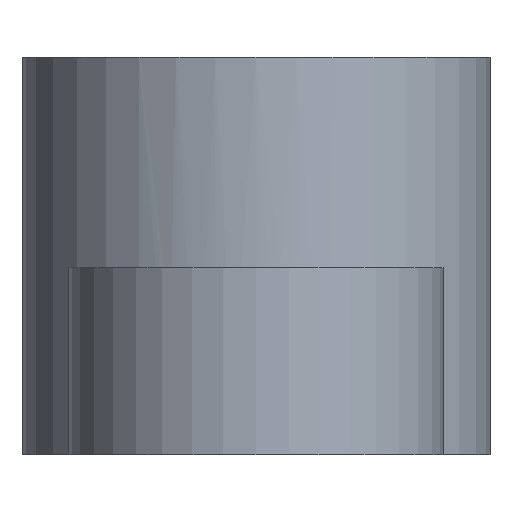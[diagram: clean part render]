
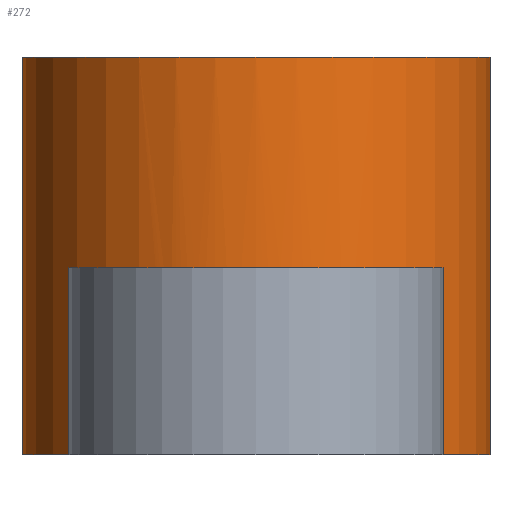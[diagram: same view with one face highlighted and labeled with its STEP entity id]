
A CAD part, left-side view. The second image highlights one B-rep face of the part: STEP entity #272.
In plain terms, the highlighted cylindrical face has radius 5 mm (diameter 10 mm), a full revolution.
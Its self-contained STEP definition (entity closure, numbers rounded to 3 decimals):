
#21=B_SPLINE_CURVE_WITH_KNOTS('',3,(#440,#441,#442,#443,#444,#445,#446,
#447,#448,#449),.UNSPECIFIED.,.F.,.F.,(4,2,2,2,4),(0.61,0.686,
0.763,0.839,0.915),.UNSPECIFIED.);
#22=B_SPLINE_CURVE_WITH_KNOTS('',3,(#451,#452,#453,#454,#455,#456,#457,
#458,#459,#460),.UNSPECIFIED.,.F.,.F.,(4,2,2,2,4),(0.305,0.381,
0.458,0.534,0.61),.UNSPECIFIED.);
#23=B_SPLINE_CURVE_WITH_KNOTS('',3,(#462,#463,#464,#465,#466,#467,#468,
#469,#470,#471,#472,#473,#474,#475,#476,#477,#478,#479,#480),
 .UNSPECIFIED.,.F.,.F.,(4,2,2,2,3,2,2,2,4),(0.915,0.992,
1.068,1.144,1.22,1.297,1.373,
1.449,1.525),.UNSPECIFIED.);
#29=CIRCLE('',#310,5.);
#30=CIRCLE('',#311,5.);
#31=CIRCLE('',#312,5.);
#45=CYLINDRICAL_SURFACE('',#309,5.);
#54=FACE_OUTER_BOUND('',#69,.T.);
#69=EDGE_LOOP('',(#193,#194,#195,#196,#197,#198,#199,#200));
#92=LINE('',#438,#108);
#108=VECTOR('',#357,5.);
#124=VERTEX_POINT('',#433);
#125=VERTEX_POINT('',#434);
#126=VERTEX_POINT('',#437);
#127=VERTEX_POINT('',#439);
#128=VERTEX_POINT('',#450);
#152=EDGE_CURVE('',#124,#125,#29,.T.);
#153=EDGE_CURVE('',#125,#124,#30,.T.);
#154=EDGE_CURVE('',#125,#126,#92,.T.);
#155=EDGE_CURVE('',#127,#126,#21,.T.);
#156=EDGE_CURVE('',#128,#127,#22,.T.);
#157=EDGE_CURVE('',#128,#128,#31,.T.);
#158=EDGE_CURVE('',#126,#128,#23,.T.);
#193=ORIENTED_EDGE('',*,*,#152,.F.);
#194=ORIENTED_EDGE('',*,*,#153,.F.);
#195=ORIENTED_EDGE('',*,*,#154,.T.);
#196=ORIENTED_EDGE('',*,*,#155,.F.);
#197=ORIENTED_EDGE('',*,*,#156,.F.);
#198=ORIENTED_EDGE('',*,*,#157,.F.);
#199=ORIENTED_EDGE('',*,*,#158,.F.);
#200=ORIENTED_EDGE('',*,*,#154,.F.);
#272=ADVANCED_FACE('',(#54),#45,.T.);
#309=AXIS2_PLACEMENT_3D('',#432,#351,#352);
#310=AXIS2_PLACEMENT_3D('',#435,#353,#354);
#311=AXIS2_PLACEMENT_3D('',#436,#355,#356);
#312=AXIS2_PLACEMENT_3D('',#461,#358,#359);
#351=DIRECTION('center_axis',(0.,0.,1.));
#352=DIRECTION('ref_axis',(1.,0.,0.));
#353=DIRECTION('center_axis',(0.,0.,1.));
#354=DIRECTION('ref_axis',(1.,0.,0.));
#355=DIRECTION('center_axis',(0.,0.,1.));
#356=DIRECTION('ref_axis',(1.,0.,0.));
#357=DIRECTION('',(0.,0.,-1.));
#358=DIRECTION('center_axis',(0.,0.,-1.));
#359=DIRECTION('ref_axis',(1.,0.,0.));
#432=CARTESIAN_POINT('Origin',(67.,0.,2.));
#433=CARTESIAN_POINT('',(72.,0.,6.5));
#434=CARTESIAN_POINT('',(62.,0.,6.5));
#435=CARTESIAN_POINT('Origin',(67.,0.,6.5));
#436=CARTESIAN_POINT('Origin',(67.,0.,6.5));
#437=CARTESIAN_POINT('',(62.,0.,2.));
#438=CARTESIAN_POINT('',(62.,0.,2.));
#439=CARTESIAN_POINT('',(62.417,-2.,0.));
#440=CARTESIAN_POINT('Ctrl Pts',(62.417,-2.,0.));
#441=CARTESIAN_POINT('Ctrl Pts',(62.417,-2.,0.254));
#442=CARTESIAN_POINT('Ctrl Pts',(62.394,-1.949,0.523));
#443=CARTESIAN_POINT('Ctrl Pts',(62.313,-1.744,1.015));
#444=CARTESIAN_POINT('Ctrl Pts',(62.256,-1.59,1.238));
#445=CARTESIAN_POINT('Ctrl Pts',(62.152,-1.238,1.59));
#446=CARTESIAN_POINT('Ctrl Pts',(62.098,-1.015,1.744));
#447=CARTESIAN_POINT('Ctrl Pts',(62.021,-0.523,1.949));
#448=CARTESIAN_POINT('Ctrl Pts',(62.,-0.254,2.));
#449=CARTESIAN_POINT('Ctrl Pts',(62.,0.,2.));
#450=CARTESIAN_POINT('',(62.,0.,-2.));
#451=CARTESIAN_POINT('Ctrl Pts',(62.,0.,-2.));
#452=CARTESIAN_POINT('Ctrl Pts',(62.,-0.254,-2.));
#453=CARTESIAN_POINT('Ctrl Pts',(62.021,-0.523,-1.949));
#454=CARTESIAN_POINT('Ctrl Pts',(62.098,-1.015,-1.744));
#455=CARTESIAN_POINT('Ctrl Pts',(62.152,-1.238,-1.59));
#456=CARTESIAN_POINT('Ctrl Pts',(62.256,-1.59,-1.238));
#457=CARTESIAN_POINT('Ctrl Pts',(62.313,-1.744,-1.015));
#458=CARTESIAN_POINT('Ctrl Pts',(62.394,-1.949,-0.523));
#459=CARTESIAN_POINT('Ctrl Pts',(62.417,-2.,-0.254));
#460=CARTESIAN_POINT('Ctrl Pts',(62.417,-2.,0.));
#461=CARTESIAN_POINT('Origin',(67.,0.,-2.));
#462=CARTESIAN_POINT('Ctrl Pts',(62.,0.,2.));
#463=CARTESIAN_POINT('Ctrl Pts',(62.,0.254,2.));
#464=CARTESIAN_POINT('Ctrl Pts',(62.021,0.523,1.949));
#465=CARTESIAN_POINT('Ctrl Pts',(62.098,1.015,1.744));
#466=CARTESIAN_POINT('Ctrl Pts',(62.152,1.238,1.59));
#467=CARTESIAN_POINT('Ctrl Pts',(62.256,1.59,1.238));
#468=CARTESIAN_POINT('Ctrl Pts',(62.313,1.744,1.015));
#469=CARTESIAN_POINT('Ctrl Pts',(62.394,1.949,0.523));
#470=CARTESIAN_POINT('Ctrl Pts',(62.417,2.,0.254));
#471=CARTESIAN_POINT('Ctrl Pts',(62.417,2.,0.));
#472=CARTESIAN_POINT('Ctrl Pts',(62.417,2.,-0.254));
#473=CARTESIAN_POINT('Ctrl Pts',(62.394,1.949,-0.523));
#474=CARTESIAN_POINT('Ctrl Pts',(62.313,1.744,-1.015));
#475=CARTESIAN_POINT('Ctrl Pts',(62.256,1.59,-1.238));
#476=CARTESIAN_POINT('Ctrl Pts',(62.152,1.238,-1.59));
#477=CARTESIAN_POINT('Ctrl Pts',(62.098,1.015,-1.744));
#478=CARTESIAN_POINT('Ctrl Pts',(62.021,0.523,-1.949));
#479=CARTESIAN_POINT('Ctrl Pts',(62.,0.254,-2.));
#480=CARTESIAN_POINT('Ctrl Pts',(62.,0.,-2.));
